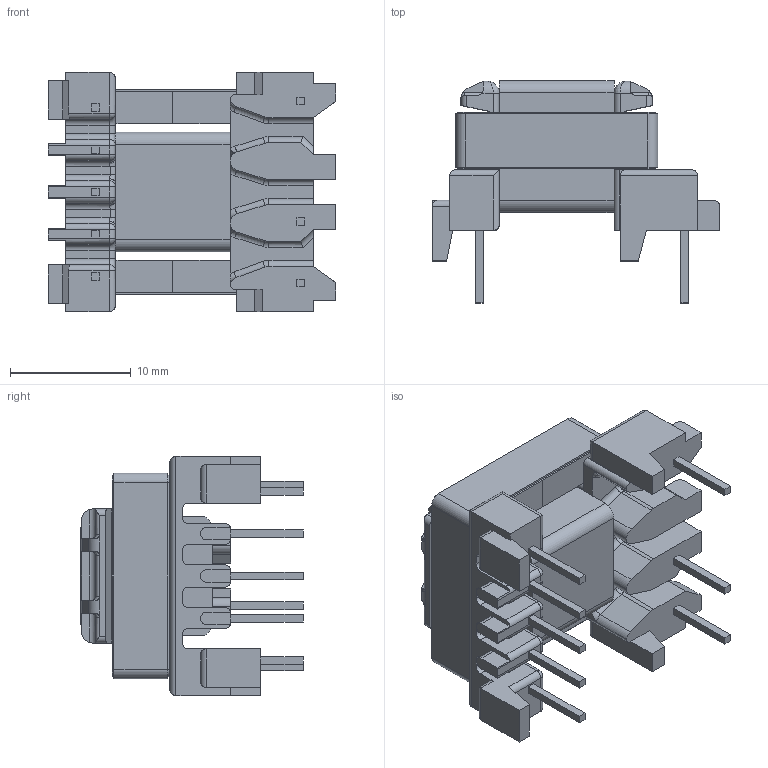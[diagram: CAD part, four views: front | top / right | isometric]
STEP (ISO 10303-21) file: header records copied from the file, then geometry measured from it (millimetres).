
FILE_DESCRIPTION (( 'STEP AP214' ), '1' );
FILE_NAME ('EE16-8-5_5280_MP7.STEP', '2021-06-30T20:42:36', ( '' ), ( '' ), 'SwSTEP 2.0', 'SolidWorks 2017', '' );
FILE_SCHEMA (( 'AUTOMOTIVE_DESIGN' ));
Length unit declared in the file: millimetre
Products named in the file (5): 150-1411_6A; EE16-8-5_5280_MP7; 070-5280_6D; 440-9989-1411; 070-5280_coil
Assembly tree (5 placements, depth 2):
  EE16-8-5_5280_MP7
    070-5280_6D
    070-5280_coil
    150-1411_6A  x2
    440-9989-1411
Bounding box: 23.81 x 18.4 x 19.8 mm (x, y, z)
Volume: 2824.3 mm3; surface area: 4576.7 mm2
Topology: 5 solids, 5 shells, 421 faces, 1110 edges, 692 vertices
Faces by surface type: plane 224, cylinder 151, torus 28, bspline 10, sphere 8
Entity records: 13620 total; most frequent: CARTESIAN_POINT 2731, ORIENTED_EDGE 2108, DIRECTION 2050, EDGE_CURVE 1054, VECTOR 700, LINE 700, AXIS2_PLACEMENT_3D 675, VERTEX_POINT 664
